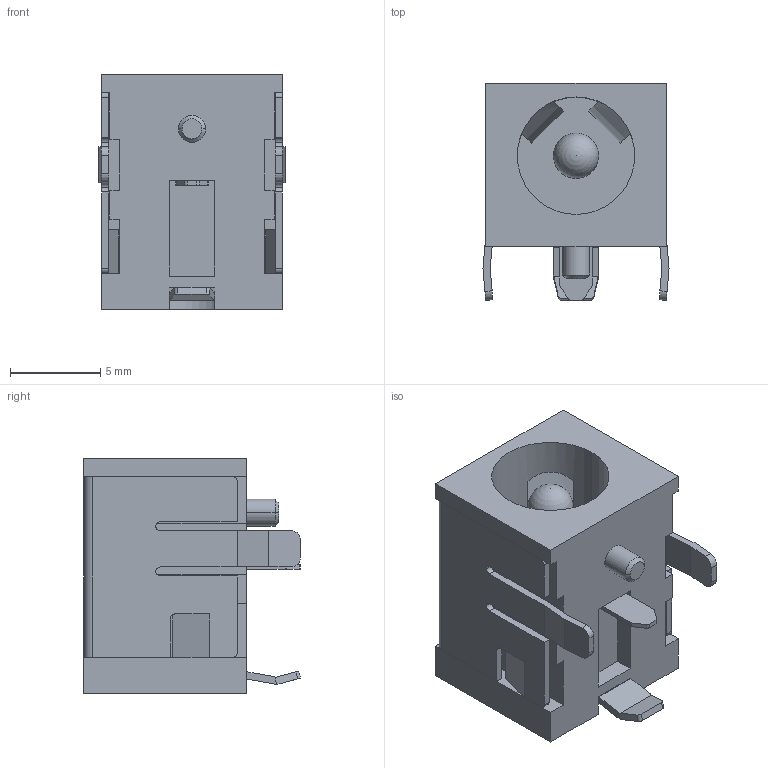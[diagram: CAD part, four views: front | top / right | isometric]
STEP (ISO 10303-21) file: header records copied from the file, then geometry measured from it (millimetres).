
FILE_DESCRIPTION (( 'STEP AP214' ), '1' );
FILE_NAME ('CUI_DEVICES_PJ-063BH.step', '2019-10-20T23:30:53', ( '' ), ( '' ), 'SwSTEP 2.0', 'SolidWorks 2019', '' );
FILE_SCHEMA (( 'AUTOMOTIVE_DESIGN' ));
Length unit declared in the file: inch
Products named in the file (1): CUI_DEVICES_PJ-063BH
Bounding box: 10.3 x 12 x 13 mm (x, y, z)
Volume: 792.9 mm3; surface area: 1744.6 mm2
Topology: 4 solids, 4 shells, 167 faces, 452 edges, 299 vertices
Faces by surface type: plane 110, cylinder 48, torus 6, cone 2, sphere 1
Entity records: 7504 total; most frequent: CARTESIAN_POINT 1028, ORIENTED_EDGE 900, DIRECTION 892, EDGE_CURVE 450, VECTOR 328, LINE 328, VERTEX_POINT 298, AXIS2_PLACEMENT_3D 282
